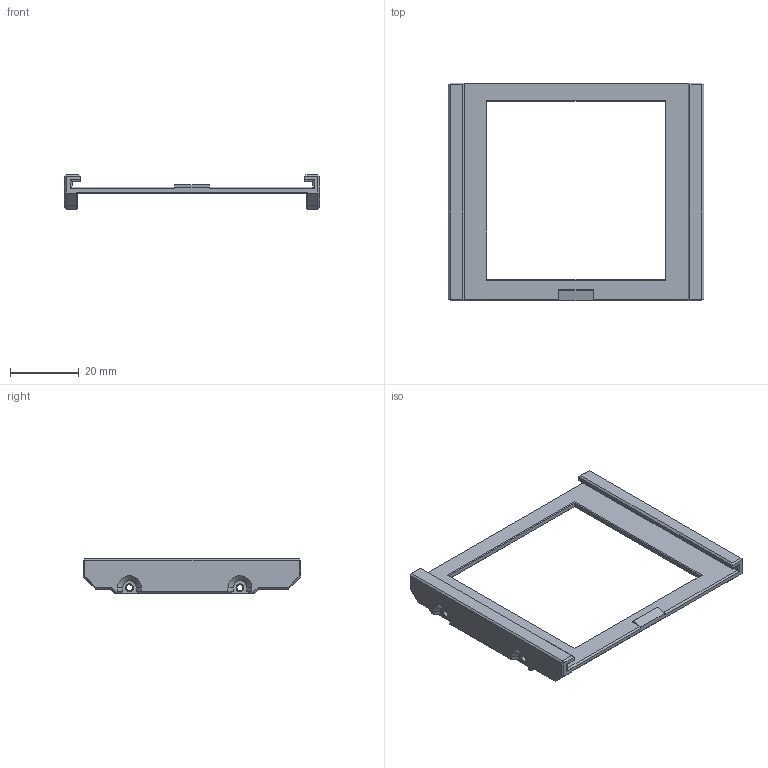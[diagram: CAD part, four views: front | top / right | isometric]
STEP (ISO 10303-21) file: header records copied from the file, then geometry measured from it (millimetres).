
FILE_DESCRIPTION(/* description */ ('Unknown'),/* implementation_level */ '2;1');
FILE_NAME(/* name */ 'seagull_4A104_viewFinderk_kowaSix ',/* time_stamp */ '2025-12-05T21:44:05-05:00',/* author */ ('Unknown'),/* organization */ ('Unknown'),/* preprocessor_version */ 'ST-DEVELOPER v18.1',/* originating_system */ 'Solid Edge',/* authorisation */ 'Unknown');
FILE_SCHEMA (('AUTOMOTIVE_DESIGN {1 0 10303 214 3 1 1}'));
Length unit declared in the file: millimetre
Products named in the file (2): seagull_4A104_viewFinder; seagull4A_viewFinder_top
Assembly tree (1 placements, depth 2):
  seagull_4A104_viewFinder
    seagull4A_viewFinder_top
Bounding box: 74.5 x 63.5 x 10.1 mm (x, y, z)
Volume: 6899.8 mm3; surface area: 7345.3 mm2
Topology: 1 solids, 1 shells, 141 faces, 343 edges, 204 vertices
Faces by surface type: plane 117, cylinder 12, cone 12
Full cylindrical faces by diameter (mm): 1.8 x4
Entity records: 3988 total; most frequent: CARTESIAN_POINT 678, ORIENTED_EDGE 662, DIRECTION 651, EDGE_CURVE 331, LINE 297, VECTOR 297, VERTEX_POINT 204, AXIS2_PLACEMENT_3D 177
